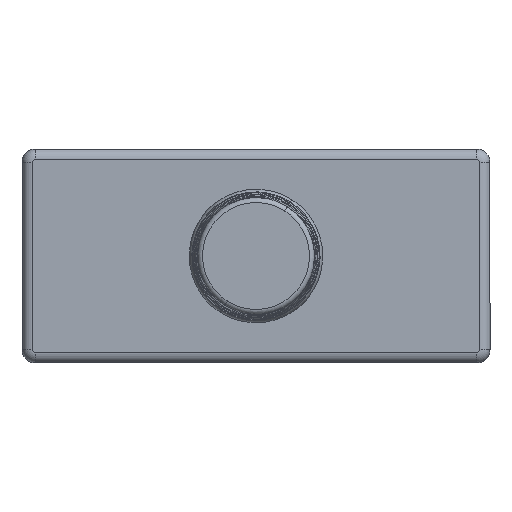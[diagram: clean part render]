
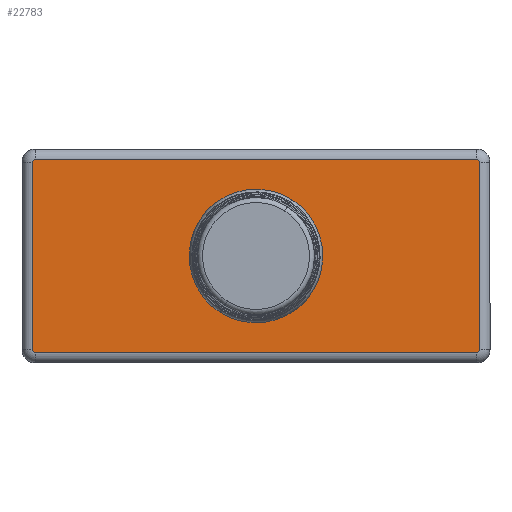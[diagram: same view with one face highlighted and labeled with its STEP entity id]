
A CAD part, front view. The second image highlights one B-rep face of the part: STEP entity #22783.
In plain terms, the highlighted planar face has unit normal (0, -1, 0).
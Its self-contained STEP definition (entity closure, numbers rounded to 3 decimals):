
#62 = CARTESIAN_POINT ( 'NONE',  ( -16.7, -1.5, 7. ) ) ;
#153 = VERTEX_POINT ( 'NONE', #13719 ) ;
#981 = ORIENTED_EDGE ( 'NONE', *, *, #12936, .T. ) ;
#985 = CARTESIAN_POINT ( 'NONE',  ( 16.7, -1.5, -7. ) ) ;
#1188 = LINE ( 'NONE', #18267, #5432 ) ;
#1827 = LINE ( 'NONE', #9834, #6096 ) ;
#2310 = VECTOR ( 'NONE', #20361, 1000. ) ;
#2617 = EDGE_CURVE ( 'NONE', #9480, #7632, #17444, .T. ) ;
#2717 = CARTESIAN_POINT ( 'NONE',  ( 16.5, -1.5, -7. ) ) ;
#2811 = DIRECTION ( 'NONE',  ( -1., 0., 0. ) ) ;
#2903 = VERTEX_POINT ( 'NONE', #10459 ) ;
#2907 = EDGE_CURVE ( 'NONE', #2903, #16603, #17431, .T. ) ;
#2972 = EDGE_CURVE ( 'NONE', #10307, #20584, #7512, .T. ) ;
#3893 = FACE_OUTER_BOUND ( 'NONE', #10945, .T. ) ;
#4120 = CARTESIAN_POINT ( 'NONE',  ( 16.5, -1.5, 7.2 ) ) ;
#4124 = CARTESIAN_POINT ( 'NONE',  ( -16.5, -1.5, -7. ) ) ;
#4633 = EDGE_CURVE ( 'NONE', #16603, #10307, #18436, .T. ) ;
#4872 = DIRECTION ( 'NONE',  ( 0., -1., 0. ) ) ;
#4991 = CARTESIAN_POINT ( 'NONE',  ( 16.5, -1.5, -7.2 ) ) ;
#5267 = EDGE_CURVE ( 'NONE', #7632, #2903, #11228, .T. ) ;
#5432 = VECTOR ( 'NONE', #19094, 1000. ) ;
#5975 = DIRECTION ( 'NONE',  ( 1., 0., 0. ) ) ;
#6096 = VECTOR ( 'NONE', #11630, 1000. ) ;
#6114 = ORIENTED_EDGE ( 'NONE', *, *, #2907, .T. ) ;
#6568 = ORIENTED_EDGE ( 'NONE', *, *, #2617, .T. ) ;
#6601 = CIRCLE ( 'NONE', #20093, 4.5 ) ;
#7512 = CIRCLE ( 'NONE', #12634, 0.2 ) ;
#7632 = VERTEX_POINT ( 'NONE', #985 ) ;
#7812 = EDGE_LOOP ( 'NONE', ( #12288, #981 ) ) ;
#8744 = CIRCLE ( 'NONE', #22184, 4.5 ) ;
#8850 = VERTEX_POINT ( 'NONE', #14193 ) ;
#9198 = ORIENTED_EDGE ( 'NONE', *, *, #4633, .T. ) ;
#9480 = VERTEX_POINT ( 'NONE', #4991 ) ;
#9630 = ORIENTED_EDGE ( 'NONE', *, *, #2972, .T. ) ;
#9834 = CARTESIAN_POINT ( 'NONE',  ( 16.5, -1.5, -7.2 ) ) ;
#9874 = DIRECTION ( 'NONE',  ( 0., 1., 0. ) ) ;
#9957 = CARTESIAN_POINT ( 'NONE',  ( 0., -1.5, 0. ) ) ;
#10148 = CARTESIAN_POINT ( 'NONE',  ( 17.5, -1.5, -8. ) ) ;
#10252 = DIRECTION ( 'NONE',  ( 0., -1., 0. ) ) ;
#10307 = VERTEX_POINT ( 'NONE', #12061 ) ;
#10459 = CARTESIAN_POINT ( 'NONE',  ( 16.7, -1.5, 7. ) ) ;
#10503 = ORIENTED_EDGE ( 'NONE', *, *, #5267, .T. ) ;
#10646 = DIRECTION ( 'NONE',  ( 0., -1., 0. ) ) ;
#10689 = ORIENTED_EDGE ( 'NONE', *, *, #21338, .T. ) ;
#10945 = EDGE_LOOP ( 'NONE', ( #6114, #9198, #9630, #11996, #10689, #12921, #6568, #10503 ) ) ;
#11228 = LINE ( 'NONE', #17626, #2310 ) ;
#11253 = CARTESIAN_POINT ( 'NONE',  ( 16.5, -1.5, 7. ) ) ;
#11300 = CARTESIAN_POINT ( 'NONE',  ( -16.7, -1.5, -7. ) ) ;
#11478 = DIRECTION ( 'NONE',  ( 1., 0., 0. ) ) ;
#11630 = DIRECTION ( 'NONE',  ( 1., 0., 0. ) ) ;
#11846 = AXIS2_PLACEMENT_3D ( 'NONE', #11253, #10646, #11478 ) ;
#11894 = EDGE_CURVE ( 'NONE', #15335, #9480, #1827, .T. ) ;
#11915 = PLANE ( 'NONE',  #16683 ) ;
#11996 = ORIENTED_EDGE ( 'NONE', *, *, #13617, .T. ) ;
#12061 = CARTESIAN_POINT ( 'NONE',  ( -16.5, -1.5, 7.2 ) ) ;
#12288 = ORIENTED_EDGE ( 'NONE', *, *, #14562, .T. ) ;
#12622 = VECTOR ( 'NONE', #18365, 1000. ) ;
#12634 = AXIS2_PLACEMENT_3D ( 'NONE', #15983, #16075, #16099 ) ;
#12921 = ORIENTED_EDGE ( 'NONE', *, *, #11894, .T. ) ;
#12936 = EDGE_CURVE ( 'NONE', #153, #8850, #6601, .T. ) ;
#13133 = DIRECTION ( 'NONE',  ( -1., 0., 0. ) ) ;
#13617 = EDGE_CURVE ( 'NONE', #20584, #22682, #1188, .T. ) ;
#13719 = CARTESIAN_POINT ( 'NONE',  ( -4.5, -1.5, 0. ) ) ;
#14193 = CARTESIAN_POINT ( 'NONE',  ( 4.5, -1.5, 0. ) ) ;
#14562 = EDGE_CURVE ( 'NONE', #8850, #153, #8744, .T. ) ;
#15335 = VERTEX_POINT ( 'NONE', #17778 ) ;
#15818 = DIRECTION ( 'NONE',  ( 1., 0., 0. ) ) ;
#15983 = CARTESIAN_POINT ( 'NONE',  ( -16.5, -1.5, 7. ) ) ;
#16075 = DIRECTION ( 'NONE',  ( 0., -1., 0. ) ) ;
#16099 = DIRECTION ( 'NONE',  ( 1., 0., 0. ) ) ;
#16547 = DIRECTION ( 'NONE',  ( 0., -1., 0. ) ) ;
#16603 = VERTEX_POINT ( 'NONE', #4120 ) ;
#16637 = AXIS2_PLACEMENT_3D ( 'NONE', #4124, #16547, #5975 ) ;
#16683 = AXIS2_PLACEMENT_3D ( 'NONE', #10148, #4872, #17268 ) ;
#17268 = DIRECTION ( 'NONE',  ( 1., 0., 0. ) ) ;
#17431 = CIRCLE ( 'NONE', #11846, 0.2 ) ;
#17444 = CIRCLE ( 'NONE', #20872, 0.2 ) ;
#17505 = FACE_BOUND ( 'NONE', #7812, .T. ) ;
#17626 = CARTESIAN_POINT ( 'NONE',  ( 16.7, -1.5, 7. ) ) ;
#17778 = CARTESIAN_POINT ( 'NONE',  ( -16.5, -1.5, -7.2 ) ) ;
#17816 = CIRCLE ( 'NONE', #16637, 0.2 ) ;
#18267 = CARTESIAN_POINT ( 'NONE',  ( -16.7, -1.5, -7. ) ) ;
#18299 = CARTESIAN_POINT ( 'NONE',  ( -16.5, -1.5, 7.2 ) ) ;
#18365 = DIRECTION ( 'NONE',  ( -1., 0., 0. ) ) ;
#18436 = LINE ( 'NONE', #18299, #12622 ) ;
#18620 = DIRECTION ( 'NONE',  ( 0., 1., 0. ) ) ;
#19094 = DIRECTION ( 'NONE',  ( 0., 0., -1. ) ) ;
#20093 = AXIS2_PLACEMENT_3D ( 'NONE', #9957, #9874, #13133 ) ;
#20361 = DIRECTION ( 'NONE',  ( 0., 0., 1. ) ) ;
#20461 = CARTESIAN_POINT ( 'NONE',  ( 0., -1.5, 0. ) ) ;
#20584 = VERTEX_POINT ( 'NONE', #62 ) ;
#20872 = AXIS2_PLACEMENT_3D ( 'NONE', #2717, #10252, #15818 ) ;
#21338 = EDGE_CURVE ( 'NONE', #22682, #15335, #17816, .T. ) ;
#22184 = AXIS2_PLACEMENT_3D ( 'NONE', #20461, #18620, #2811 ) ;
#22682 = VERTEX_POINT ( 'NONE', #11300 ) ;
#22783 = ADVANCED_FACE ( 'NONE', ( #3893, #17505 ), #11915, .T. ) ;
